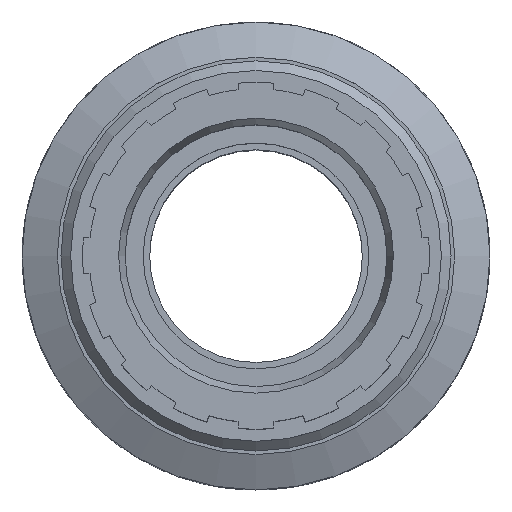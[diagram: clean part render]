
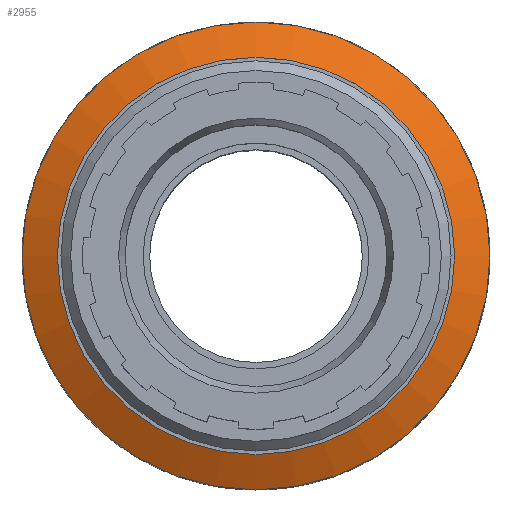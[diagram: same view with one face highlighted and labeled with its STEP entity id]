
A CAD part, top view. The second image highlights one B-rep face of the part: STEP entity #2955.
In plain terms, the highlighted conical face has half-angle 65 degrees and reference radius 33.05 mm.
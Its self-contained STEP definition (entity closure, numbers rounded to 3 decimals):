
#39=FACE_BOUND($,#551,.T.);
#83=CONICAL_SURFACE($,#3199,33.05,65.);
#155=CIRCLE($,#3198,35.75);
#156=CIRCLE($,#3200,30.35);
#387=FACE_OUTER_BOUND($,#550,.T.);
#550=EDGE_LOOP($,(#2310));
#551=EDGE_LOOP($,(#2311));
#1316=VERTEX_POINT($,#4784);
#1317=VERTEX_POINT($,#4787);
#1681=EDGE_CURVE($,#1316,#1316,#155,.T.);
#1682=EDGE_CURVE($,#1317,#1317,#156,.T.);
#2310=ORIENTED_EDGE($,*,*,#1682,.F.);
#2311=ORIENTED_EDGE($,*,*,#1681,.T.);
#2955=ADVANCED_FACE($,(#387,#39),#83,.T.);
#3198=AXIS2_PLACEMENT_3D($,#4785,#3772,#3773);
#3199=AXIS2_PLACEMENT_3D($,#4786,#3774,#3775);
#3200=AXIS2_PLACEMENT_3D($,#4788,#3776,#3777);
#3772=DIRECTION('center_axis',(0.,0.,1.));
#3773=DIRECTION('ref_axis',(0.,-1.,0.));
#3774=DIRECTION('center_axis',(0.,0.,-1.));
#3775=DIRECTION('ref_axis',(0.,-1.,0.));
#3776=DIRECTION('center_axis',(0.,0.,1.));
#3777=DIRECTION('ref_axis',(0.,-1.,0.));
#4784=CARTESIAN_POINT('',(0.,-35.75,27.482));
#4785=CARTESIAN_POINT('Origin',(0.,0.,27.482));
#4786=CARTESIAN_POINT('Origin',(0.,0.,28.741));
#4787=CARTESIAN_POINT('',(0.,-30.35,30.));
#4788=CARTESIAN_POINT('Origin',(0.,0.,30.));
